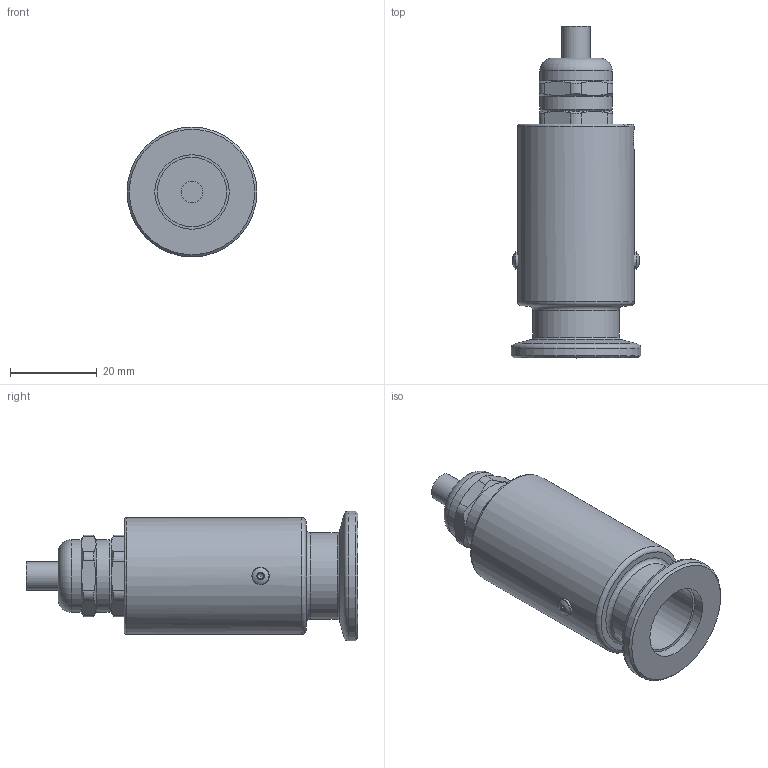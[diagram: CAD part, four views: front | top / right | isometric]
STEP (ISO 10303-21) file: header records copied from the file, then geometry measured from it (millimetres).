
FILE_DESCRIPTION(/* description */ (''),/* implementation_level */ '2;1');
FILE_NAME(/* name */ 'CDG015D(PG9DN16KF)DRAFTA_SOLID.stp',/* time_stamp */ '2024-07-10T13:01:15+02:00',/* author */ ('quen001'),/* organization */ (''),/* preprocessor_version */ 'ST-DEVELOPER v19.2',/* originating_system */ 'Autodesk Inventor 2023',/* authorisation */ '');
FILE_SCHEMA (('AUTOMOTIVE_DESIGN { 1 0 10303 214 3 1 1 }'));
Length unit declared in the file: millimetre
Products named in the file (1): CDG015D(PG9DN16KF)DRAFTA_SOLID
Bounding box: 30 x 76.7 x 30 mm (x, y, z)
Volume: 29433.6 mm3; surface area: 9936.9 mm2
Topology: 1 solids, 7 shells, 285 faces, 758 edges, 497 vertices
Faces by surface type: cylinder 114, plane 97, cone 43, torus 22, bspline 7, sphere 2
Full cylindrical faces by diameter (mm): 1.15 x2, 1.45 x1, 3.4 x1, 3.55 x1, 4 x2, 5 x2, 5.3 x1, 6.606 x1, 8.5 x1, 10 x1, 10.7 x1, 12.5 x1, 12.6 x1, 13.672 x4, 15.328 x5, 16 x1, 16.4 x1, 16.7 x2, 17.2 x1, 20 x1, 27 x1, 30 x1
Entity records: 14127 total; most frequent: CARTESIAN_POINT 7236, ORIENTED_EDGE 1512, DIRECTION 1352, EDGE_CURVE 756, AXIS2_PLACEMENT_3D 526, VERTEX_POINT 497, EDGE_LOOP 305, LINE 300
